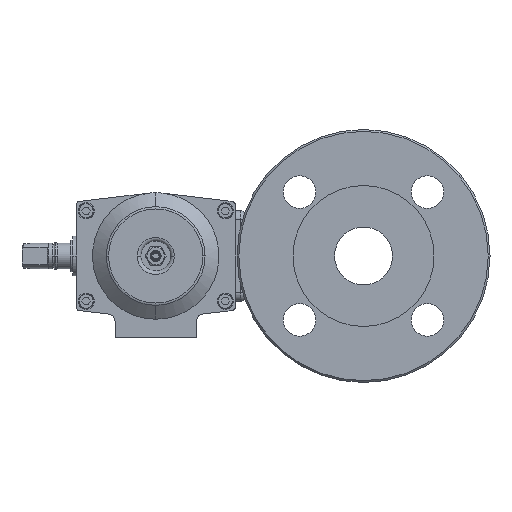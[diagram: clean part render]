
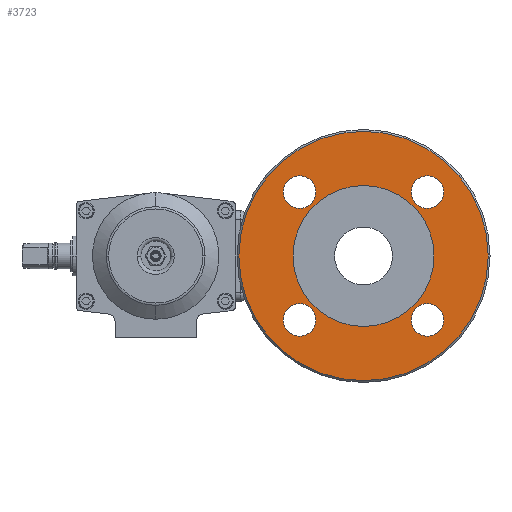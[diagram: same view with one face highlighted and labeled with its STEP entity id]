
A CAD part, left-side view. The second image highlights one B-rep face of the part: STEP entity #3723.
In plain terms, the highlighted planar face has unit normal (-1, 0, 0).
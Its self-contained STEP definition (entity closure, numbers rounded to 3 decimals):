
#3723=ADVANCED_FACE('',(#7635,#7636,#7637,#7638,#7639,#7640),#7641,.T.);
#7635=FACE_OUTER_BOUND('',#16563,.T.);
#7636=FACE_BOUND('',#16564,.T.);
#7637=FACE_BOUND('',#16565,.T.);
#7638=FACE_BOUND('',#16566,.T.);
#7639=FACE_BOUND('',#16567,.T.);
#7640=FACE_BOUND('',#16568,.T.);
#7641=PLANE('',#16569);
#16563=EDGE_LOOP('',(#26693,#26694));
#16564=EDGE_LOOP('',(#26695,#26696));
#16565=EDGE_LOOP('',(#26697,#26698));
#16566=EDGE_LOOP('',(#26699,#26700));
#16567=EDGE_LOOP('',(#26701,#26702));
#16568=EDGE_LOOP('',(#26703,#26704));
#16569=AXIS2_PLACEMENT_3D('',#26705,#26706,#26707);
#26693=ORIENTED_EDGE('',*,*,#31089,.F.);
#26694=ORIENTED_EDGE('',*,*,#32625,.F.);
#26695=ORIENTED_EDGE('',*,*,#31257,.T.);
#26696=ORIENTED_EDGE('',*,*,#31961,.T.);
#26697=ORIENTED_EDGE('',*,*,#31252,.T.);
#26698=ORIENTED_EDGE('',*,*,#31963,.T.);
#26699=ORIENTED_EDGE('',*,*,#31247,.T.);
#26700=ORIENTED_EDGE('',*,*,#31965,.T.);
#26701=ORIENTED_EDGE('',*,*,#31242,.T.);
#26702=ORIENTED_EDGE('',*,*,#31967,.T.);
#26703=ORIENTED_EDGE('',*,*,#31095,.T.);
#26704=ORIENTED_EDGE('',*,*,#32623,.T.);
#26705=CARTESIAN_POINT('',(-43.0,53.5,0.0));
#26706=DIRECTION('',(-1.0,0.0,0.0));
#26707=DIRECTION('',(0.0,0.0,1.0));
#31089=EDGE_CURVE('',#36891,#36893,#36894,.T.);
#31095=EDGE_CURVE('',#36898,#36902,#36904,.T.);
#31242=EDGE_CURVE('',#37161,#37158,#37162,.T.);
#31247=EDGE_CURVE('',#37170,#37167,#37171,.T.);
#31252=EDGE_CURVE('',#37179,#37176,#37180,.T.);
#31257=EDGE_CURVE('',#37188,#37185,#37189,.T.);
#31961=EDGE_CURVE('',#37185,#37188,#38183,.T.);
#31963=EDGE_CURVE('',#37176,#37179,#38185,.T.);
#31965=EDGE_CURVE('',#37167,#37170,#38187,.T.);
#31967=EDGE_CURVE('',#37158,#37161,#38189,.T.);
#32623=EDGE_CURVE('',#36902,#36898,#39117,.T.);
#32625=EDGE_CURVE('',#36893,#36891,#39119,.T.);
#36891=VERTEX_POINT('',#44908);
#36893=VERTEX_POINT('',#44911);
#36894=CIRCLE('',#44912,69.0);
#36898=VERTEX_POINT('',#44917);
#36902=VERTEX_POINT('',#44922);
#36904=CIRCLE('',#44925,39.0);
#37158=VERTEX_POINT('',#45404);
#37161=VERTEX_POINT('',#45408);
#37162=CIRCLE('',#45409,9.0);
#37167=VERTEX_POINT('',#45415);
#37170=VERTEX_POINT('',#45419);
#37171=CIRCLE('',#45420,9.0);
#37176=VERTEX_POINT('',#45426);
#37179=VERTEX_POINT('',#45430);
#37180=CIRCLE('',#45431,9.0);
#37185=VERTEX_POINT('',#45437);
#37188=VERTEX_POINT('',#45441);
#37189=CIRCLE('',#45442,9.0);
#38183=CIRCLE('',#48254,9.0);
#38185=CIRCLE('',#48256,9.0);
#38187=CIRCLE('',#48258,9.0);
#38189=CIRCLE('',#48260,9.0);
#39117=CIRCLE('',#49891,39.0);
#39119=CIRCLE('',#49893,69.0);
#44908=CARTESIAN_POINT('',(-43.0,68.5,0.0));
#44911=CARTESIAN_POINT('',(-43.0,-69.5,0.));
#44912=AXIS2_PLACEMENT_3D('',#55366,#55367,#55368);
#44917=CARTESIAN_POINT('',(-43.0,38.5,0.0));
#44922=CARTESIAN_POINT('',(-43.0,-39.5,0.));
#44925=AXIS2_PLACEMENT_3D('',#55375,#55376,#55377);
#45404=CARTESIAN_POINT('',(-43.0,-35.855,-44.355));
#45408=CARTESIAN_POINT('',(-43.0,-35.855,-26.355));
#45409=AXIS2_PLACEMENT_3D('',#55592,#55593,#55594);
#45415=CARTESIAN_POINT('',(-43.0,34.855,26.355));
#45419=CARTESIAN_POINT('',(-43.0,34.855,44.355));
#45420=AXIS2_PLACEMENT_3D('',#55600,#55601,#55602);
#45426=CARTESIAN_POINT('',(-43.0,34.855,-44.355));
#45430=CARTESIAN_POINT('',(-43.0,34.855,-26.355));
#45431=AXIS2_PLACEMENT_3D('',#55608,#55609,#55610);
#45437=CARTESIAN_POINT('',(-43.0,-35.855,26.355));
#45441=CARTESIAN_POINT('',(-43.0,-35.855,44.355));
#45442=AXIS2_PLACEMENT_3D('',#55616,#55617,#55618);
#48254=AXIS2_PLACEMENT_3D('',#56593,#56594,#56595);
#48256=AXIS2_PLACEMENT_3D('',#56596,#56597,#56598);
#48258=AXIS2_PLACEMENT_3D('',#56599,#56600,#56601);
#48260=AXIS2_PLACEMENT_3D('',#56602,#56603,#56604);
#49891=AXIS2_PLACEMENT_3D('',#57022,#57023,#57024);
#49893=AXIS2_PLACEMENT_3D('',#57025,#57026,#57027);
#55366=CARTESIAN_POINT('',(-43.0,-0.5,0.0));
#55367=DIRECTION('',(1.0,0.0,0.0));
#55368=DIRECTION('',(0.0,1.0,0.0));
#55375=CARTESIAN_POINT('',(-43.0,-0.5,0.0));
#55376=DIRECTION('',(1.0,0.0,0.0));
#55377=DIRECTION('',(0.0,1.0,0.0));
#55592=CARTESIAN_POINT('',(-43.0,-35.855,-35.355));
#55593=DIRECTION('',(1.0,0.0,-0.0));
#55594=DIRECTION('',(0.0,0.0,1.0));
#55600=CARTESIAN_POINT('',(-43.0,34.855,35.355));
#55601=DIRECTION('',(1.0,0.0,-0.0));
#55602=DIRECTION('',(0.0,0.0,1.0));
#55608=CARTESIAN_POINT('',(-43.0,34.855,-35.355));
#55609=DIRECTION('',(1.0,0.0,-0.0));
#55610=DIRECTION('',(0.0,0.0,1.0));
#55616=CARTESIAN_POINT('',(-43.0,-35.855,35.355));
#55617=DIRECTION('',(1.0,0.0,-0.0));
#55618=DIRECTION('',(0.0,0.0,1.0));
#56593=CARTESIAN_POINT('',(-43.0,-35.855,35.355));
#56594=DIRECTION('',(1.0,0.0,-0.0));
#56595=DIRECTION('',(0.0,0.0,1.0));
#56596=CARTESIAN_POINT('',(-43.0,34.855,-35.355));
#56597=DIRECTION('',(1.0,0.0,-0.0));
#56598=DIRECTION('',(0.0,0.0,1.0));
#56599=CARTESIAN_POINT('',(-43.0,34.855,35.355));
#56600=DIRECTION('',(1.0,0.0,-0.0));
#56601=DIRECTION('',(0.0,0.0,1.0));
#56602=CARTESIAN_POINT('',(-43.0,-35.855,-35.355));
#56603=DIRECTION('',(1.0,0.0,-0.0));
#56604=DIRECTION('',(0.0,0.0,1.0));
#57022=CARTESIAN_POINT('',(-43.0,-0.5,0.0));
#57023=DIRECTION('',(1.0,0.0,0.0));
#57024=DIRECTION('',(0.0,1.0,0.0));
#57025=CARTESIAN_POINT('',(-43.0,-0.5,0.0));
#57026=DIRECTION('',(1.0,0.0,0.0));
#57027=DIRECTION('',(0.0,1.0,0.0));
